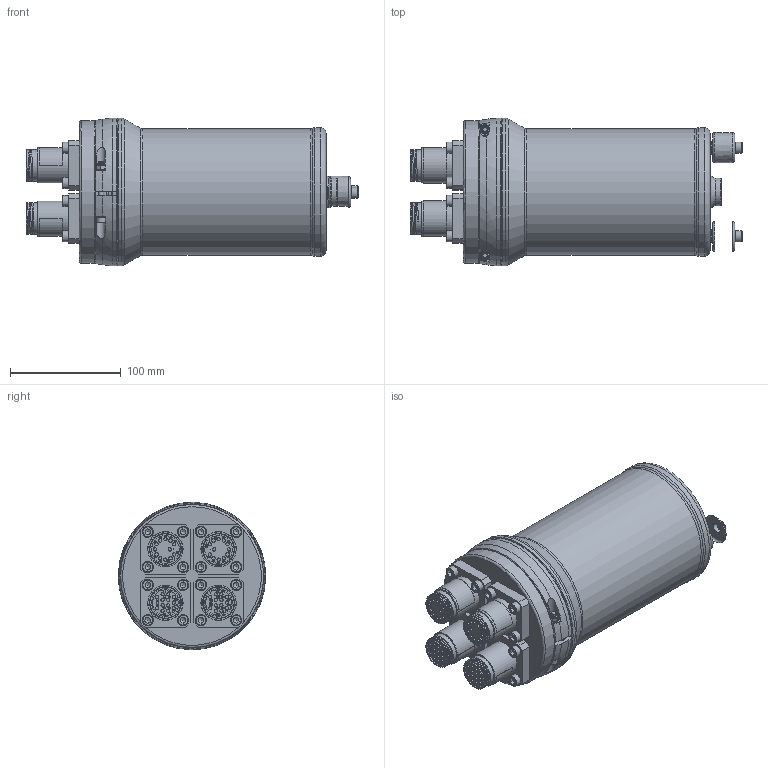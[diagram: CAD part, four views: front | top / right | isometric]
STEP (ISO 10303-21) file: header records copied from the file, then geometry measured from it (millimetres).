
FILE_DESCRIPTION(/* description */ (''),/* implementation_level */ '2;1');
FILE_NAME(/* name */ '8202-030 - Solstice PPV assembly_Substitute.stp',/* time_stamp */ '2020-02-21T14:18:12+00:00',/* author */ ('jmb'),/* organization */ (''),/* preprocessor_version */ 'ST-DEVELOPER v18',/* originating_system */ 'Autodesk Inventor 2020',/* authorisation */ '');
FILE_SCHEMA (('AUTOMOTIVE_DESIGN { 1 0 10303 214 3 1 1 }'));
Length unit declared in the file: millimetre
Products named in the file (1): 8202-030 - Solstice PPV assembly_Substitute
Bounding box: 299.5 x 132.99 x 132.98 mm (x, y, z)
Volume: 2630604.5 mm3; surface area: 176611.3 mm2
Topology: 3 solids, 3 shells, 1756 faces, 4744 edges, 3185 vertices
Faces by surface type: plane 898, bspline 574, cylinder 177, torus 57, cone 50
Full cylindrical faces by diameter (mm): 3 x50, 3.242 x1, 5 x4, 5.2 x4, 7.359 x2, 8.4 x4, 8.5 x2, 8.55 x4, 9 x4, 9.754 x2, 10 x18, 12 x2, 12.598 x3, 12.75 x1, 23 x2, 25 x5, 27.9 x8, 28.6 x12, 31.6 x4, 113 x1, 114 x1, 116 x1, 123.6 x1, 126 x1, 129 x1, 133 x1
Entity records: 67136 total; most frequent: CARTESIAN_POINT 25050, ORIENTED_EDGE 9446, DIRECTION 6318, EDGE_CURVE 4723, VERTEX_POINT 3185, LINE 2632, VECTOR 2632, EDGE_LOOP 1984
